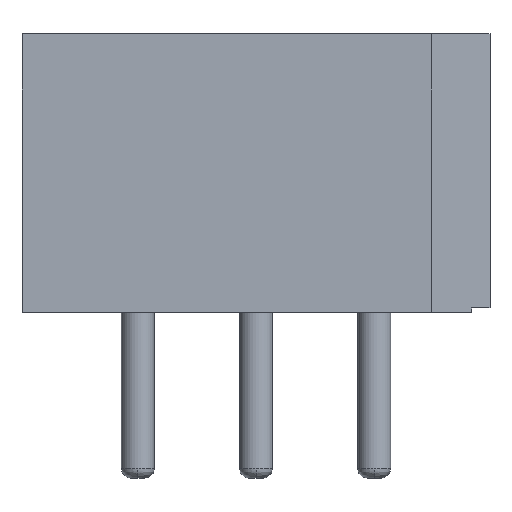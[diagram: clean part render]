
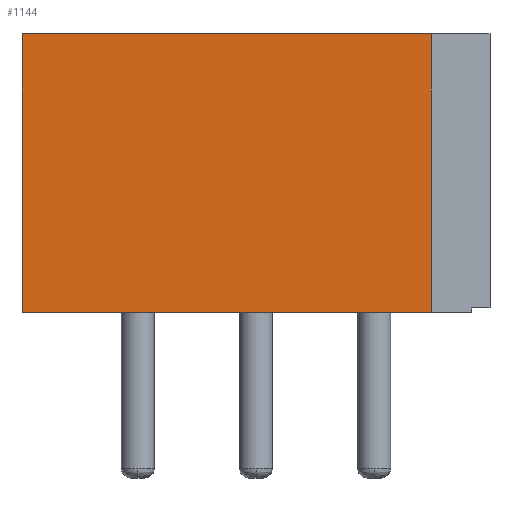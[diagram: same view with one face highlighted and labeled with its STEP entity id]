
A CAD part, front view. The second image highlights one B-rep face of the part: STEP entity #1144.
In plain terms, the highlighted planar face has unit normal (0, -1, 0).
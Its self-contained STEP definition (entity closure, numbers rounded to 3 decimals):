
#146 = VERTEX_POINT('',#147);
#147 = CARTESIAN_POINT('',(6.21,-1.8,0.));
#155 = EDGE_CURVE('',#156,#146,#158,.T.);
#156 = VERTEX_POINT('',#157);
#157 = CARTESIAN_POINT('',(-2.45,-1.8,0.));
#158 = LINE('',#159,#160);
#159 = CARTESIAN_POINT('',(-2.45,-1.8,
    0.));
#160 = VECTOR('',#161,1.);
#161 = DIRECTION('',(1.,0.,0.));
#1144 = ADVANCED_FACE('',(#1145),#1170,.T.);
#1145 = FACE_BOUND('',#1146,.T.);
#1146 = EDGE_LOOP('',(#1147,#1155,#1163,#1169));
#1147 = ORIENTED_EDGE('',*,*,#1148,.T.);
#1148 = EDGE_CURVE('',#146,#1149,#1151,.T.);
#1149 = VERTEX_POINT('',#1150);
#1150 = CARTESIAN_POINT('',(6.21,-1.8,5.9));
#1151 = LINE('',#1152,#1153);
#1152 = CARTESIAN_POINT('',(6.21,-1.8,
    0.));
#1153 = VECTOR('',#1154,1.);
#1154 = DIRECTION('',(0.,0.,1.));
#1155 = ORIENTED_EDGE('',*,*,#1156,.F.);
#1156 = EDGE_CURVE('',#1157,#1149,#1159,.T.);
#1157 = VERTEX_POINT('',#1158);
#1158 = CARTESIAN_POINT('',(-2.45,-1.8,5.9));
#1159 = LINE('',#1160,#1161);
#1160 = CARTESIAN_POINT('',(-2.45,-1.8,5.9)
  );
#1161 = VECTOR('',#1162,1.);
#1162 = DIRECTION('',(1.,0.,0.));
#1163 = ORIENTED_EDGE('',*,*,#1164,.F.);
#1164 = EDGE_CURVE('',#156,#1157,#1165,.T.);
#1165 = LINE('',#1166,#1167);
#1166 = CARTESIAN_POINT('',(-2.45,-1.8,
    0.));
#1167 = VECTOR('',#1168,1.);
#1168 = DIRECTION('',(0.,0.,1.));
#1169 = ORIENTED_EDGE('',*,*,#155,.T.);
#1170 = PLANE('',#1171);
#1171 = AXIS2_PLACEMENT_3D('',#1172,#1173,#1174);
#1172 = CARTESIAN_POINT('',(-2.45,-1.8,0.));
#1173 = DIRECTION('',(0.,-1.,0.));
#1174 = DIRECTION('',(0.,0.,-1.));
